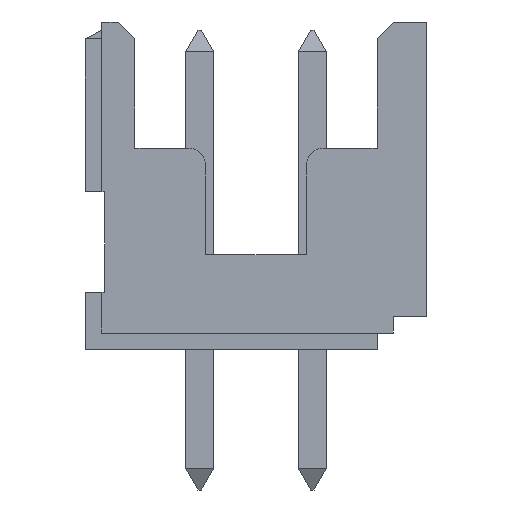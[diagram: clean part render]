
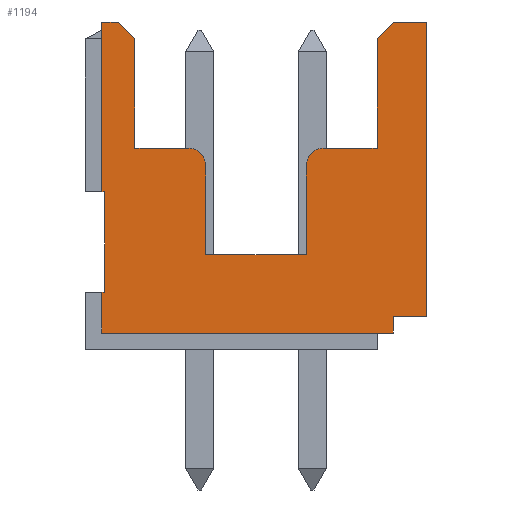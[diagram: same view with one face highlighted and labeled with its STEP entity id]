
A CAD part, left-side view. The second image highlights one B-rep face of the part: STEP entity #1194.
In plain terms, the highlighted planar face has unit normal (-1, 0, 0).
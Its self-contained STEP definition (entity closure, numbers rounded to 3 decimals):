
#607 = VERTEX_POINT('',#608);
#608 = CARTESIAN_POINT('',(-7.,2.75,2.825));
#614 = EDGE_CURVE('',#615,#607,#617,.T.);
#615 = VERTEX_POINT('',#616);
#616 = CARTESIAN_POINT('',(-7.,2.7,2.825));
#617 = LINE('',#618,#619);
#618 = CARTESIAN_POINT('',(-7.,2.7,2.825));
#619 = VECTOR('',#620,1.);
#620 = DIRECTION('',(0.,1.,0.));
#884 = VERTEX_POINT('',#885);
#885 = CARTESIAN_POINT('',(-7.,2.16,5.55));
#891 = EDGE_CURVE('',#892,#884,#894,.T.);
#892 = VERTEX_POINT('',#893);
#893 = CARTESIAN_POINT('',(-7.,2.46,5.85));
#894 = LINE('',#895,#896);
#895 = CARTESIAN_POINT('',(-7.,2.46,5.85));
#896 = VECTOR('',#897,1.);
#897 = DIRECTION('',(0.,-0.707,
    -0.707));
#924 = VERTEX_POINT('',#925);
#925 = CARTESIAN_POINT('',(-7.,2.16,3.6));
#931 = EDGE_CURVE('',#884,#924,#932,.T.);
#932 = LINE('',#933,#934);
#933 = CARTESIAN_POINT('',(-7.,2.16,5.55));
#934 = VECTOR('',#935,1.);
#935 = DIRECTION('',(0.,0.,-1.));
#1149 = EDGE_CURVE('',#1150,#1152,#1154,.T.);
#1150 = VERTEX_POINT('',#1151);
#1151 = CARTESIAN_POINT('',(-7.,1.2,3.6));
#1152 = VERTEX_POINT('',#1153);
#1153 = CARTESIAN_POINT('',(-7.,0.9,3.3));
#1154 = CIRCLE('',#1155,0.3);
#1155 = AXIS2_PLACEMENT_3D('',#1156,#1157,#1158);
#1156 = CARTESIAN_POINT('',(-7.,1.2,3.3));
#1157 = DIRECTION('',(1.,0.,0.));
#1158 = DIRECTION('',(0.,0.,1.));
#1182 = EDGE_CURVE('',#924,#1150,#1183,.T.);
#1183 = LINE('',#1184,#1185);
#1184 = CARTESIAN_POINT('',(-7.,2.16,3.6));
#1185 = VECTOR('',#1186,1.);
#1186 = DIRECTION('',(0.,-1.,0.));
#1194 = ADVANCED_FACE('',(#1195),#1335,.T.);
#1195 = FACE_BOUND('',#1196,.F.);
#1196 = EDGE_LOOP('',(#1197,#1205,#1211,#1212,#1213,#1214,#1215,#1223,
    #1231,#1239,#1248,#1256,#1264,#1272,#1280,#1288,#1296,#1304,#1312,
    #1320,#1328,#1334));
#1197 = ORIENTED_EDGE('',*,*,#1198,.T.);
#1198 = EDGE_CURVE('',#607,#1199,#1201,.T.);
#1199 = VERTEX_POINT('',#1200);
#1200 = CARTESIAN_POINT('',(-7.,2.75,5.85));
#1201 = LINE('',#1202,#1203);
#1202 = CARTESIAN_POINT('',(-7.,2.75,2.825));
#1203 = VECTOR('',#1204,1.);
#1204 = DIRECTION('',(0.,0.,1.));
#1205 = ORIENTED_EDGE('',*,*,#1206,.T.);
#1206 = EDGE_CURVE('',#1199,#892,#1207,.T.);
#1207 = LINE('',#1208,#1209);
#1208 = CARTESIAN_POINT('',(-7.,2.75,5.85));
#1209 = VECTOR('',#1210,1.);
#1210 = DIRECTION('',(0.,-1.,0.));
#1211 = ORIENTED_EDGE('',*,*,#891,.T.);
#1212 = ORIENTED_EDGE('',*,*,#931,.T.);
#1213 = ORIENTED_EDGE('',*,*,#1182,.T.);
#1214 = ORIENTED_EDGE('',*,*,#1149,.T.);
#1215 = ORIENTED_EDGE('',*,*,#1216,.T.);
#1216 = EDGE_CURVE('',#1152,#1217,#1219,.T.);
#1217 = VERTEX_POINT('',#1218);
#1218 = CARTESIAN_POINT('',(-7.,0.9,1.7));
#1219 = LINE('',#1220,#1221);
#1220 = CARTESIAN_POINT('',(-7.,0.9,3.3));
#1221 = VECTOR('',#1222,1.);
#1222 = DIRECTION('',(0.,0.,-1.));
#1223 = ORIENTED_EDGE('',*,*,#1224,.T.);
#1224 = EDGE_CURVE('',#1217,#1225,#1227,.T.);
#1225 = VERTEX_POINT('',#1226);
#1226 = CARTESIAN_POINT('',(-7.,-0.9,1.7));
#1227 = LINE('',#1228,#1229);
#1228 = CARTESIAN_POINT('',(-7.,0.9,1.7));
#1229 = VECTOR('',#1230,1.);
#1230 = DIRECTION('',(0.,-1.,0.));
#1231 = ORIENTED_EDGE('',*,*,#1232,.T.);
#1232 = EDGE_CURVE('',#1225,#1233,#1235,.T.);
#1233 = VERTEX_POINT('',#1234);
#1234 = CARTESIAN_POINT('',(-7.,-0.9,3.3));
#1235 = LINE('',#1236,#1237);
#1236 = CARTESIAN_POINT('',(-7.,-0.9,1.7));
#1237 = VECTOR('',#1238,1.);
#1238 = DIRECTION('',(0.,0.,1.));
#1239 = ORIENTED_EDGE('',*,*,#1240,.T.);
#1240 = EDGE_CURVE('',#1233,#1241,#1243,.T.);
#1241 = VERTEX_POINT('',#1242);
#1242 = CARTESIAN_POINT('',(-7.,-1.2,3.6));
#1243 = CIRCLE('',#1244,0.3);
#1244 = AXIS2_PLACEMENT_3D('',#1245,#1246,#1247);
#1245 = CARTESIAN_POINT('',(-7.,-1.2,3.3));
#1246 = DIRECTION('',(1.,0.,0.));
#1247 = DIRECTION('',(0.,1.,0.));
#1248 = ORIENTED_EDGE('',*,*,#1249,.T.);
#1249 = EDGE_CURVE('',#1241,#1250,#1252,.T.);
#1250 = VERTEX_POINT('',#1251);
#1251 = CARTESIAN_POINT('',(-7.,-2.16,3.6));
#1252 = LINE('',#1253,#1254);
#1253 = CARTESIAN_POINT('',(-7.,-1.2,3.6));
#1254 = VECTOR('',#1255,1.);
#1255 = DIRECTION('',(0.,-1.,0.));
#1256 = ORIENTED_EDGE('',*,*,#1257,.T.);
#1257 = EDGE_CURVE('',#1250,#1258,#1260,.T.);
#1258 = VERTEX_POINT('',#1259);
#1259 = CARTESIAN_POINT('',(-7.,-2.16,5.55));
#1260 = LINE('',#1261,#1262);
#1261 = CARTESIAN_POINT('',(-7.,-2.16,3.6));
#1262 = VECTOR('',#1263,1.);
#1263 = DIRECTION('',(0.,0.,1.));
#1264 = ORIENTED_EDGE('',*,*,#1265,.T.);
#1265 = EDGE_CURVE('',#1258,#1266,#1268,.T.);
#1266 = VERTEX_POINT('',#1267);
#1267 = CARTESIAN_POINT('',(-7.,-2.46,5.85));
#1268 = LINE('',#1269,#1270);
#1269 = CARTESIAN_POINT('',(-7.,-2.16,5.55));
#1270 = VECTOR('',#1271,1.);
#1271 = DIRECTION('',(0.,-0.707,
    0.707));
#1272 = ORIENTED_EDGE('',*,*,#1273,.T.);
#1273 = EDGE_CURVE('',#1266,#1274,#1276,.T.);
#1274 = VERTEX_POINT('',#1275);
#1275 = CARTESIAN_POINT('',(-7.,-3.05,5.85));
#1276 = LINE('',#1277,#1278);
#1277 = CARTESIAN_POINT('',(-7.,-2.46,5.85));
#1278 = VECTOR('',#1279,1.);
#1279 = DIRECTION('',(0.,-1.,0.));
#1280 = ORIENTED_EDGE('',*,*,#1281,.T.);
#1281 = EDGE_CURVE('',#1274,#1282,#1284,.T.);
#1282 = VERTEX_POINT('',#1283);
#1283 = CARTESIAN_POINT('',(-7.,-3.05,0.6));
#1284 = LINE('',#1285,#1286);
#1285 = CARTESIAN_POINT('',(-7.,-3.05,5.85));
#1286 = VECTOR('',#1287,1.);
#1287 = DIRECTION('',(0.,0.,-1.));
#1288 = ORIENTED_EDGE('',*,*,#1289,.T.);
#1289 = EDGE_CURVE('',#1282,#1290,#1292,.T.);
#1290 = VERTEX_POINT('',#1291);
#1291 = CARTESIAN_POINT('',(-7.,-2.45,0.6));
#1292 = LINE('',#1293,#1294);
#1293 = CARTESIAN_POINT('',(-7.,-3.05,0.6));
#1294 = VECTOR('',#1295,1.);
#1295 = DIRECTION('',(0.,1.,0.));
#1296 = ORIENTED_EDGE('',*,*,#1297,.T.);
#1297 = EDGE_CURVE('',#1290,#1298,#1300,.T.);
#1298 = VERTEX_POINT('',#1299);
#1299 = CARTESIAN_POINT('',(-7.,-2.45,0.3));
#1300 = LINE('',#1301,#1302);
#1301 = CARTESIAN_POINT('',(-7.,-2.45,0.6));
#1302 = VECTOR('',#1303,1.);
#1303 = DIRECTION('',(0.,0.,-1.));
#1304 = ORIENTED_EDGE('',*,*,#1305,.T.);
#1305 = EDGE_CURVE('',#1298,#1306,#1308,.T.);
#1306 = VERTEX_POINT('',#1307);
#1307 = CARTESIAN_POINT('',(-7.,2.75,0.3));
#1308 = LINE('',#1309,#1310);
#1309 = CARTESIAN_POINT('',(-7.,-2.45,0.3));
#1310 = VECTOR('',#1311,1.);
#1311 = DIRECTION('',(0.,1.,0.));
#1312 = ORIENTED_EDGE('',*,*,#1313,.T.);
#1313 = EDGE_CURVE('',#1306,#1314,#1316,.T.);
#1314 = VERTEX_POINT('',#1315);
#1315 = CARTESIAN_POINT('',(-7.,2.75,1.025));
#1316 = LINE('',#1317,#1318);
#1317 = CARTESIAN_POINT('',(-7.,2.75,0.3));
#1318 = VECTOR('',#1319,1.);
#1319 = DIRECTION('',(0.,0.,1.));
#1320 = ORIENTED_EDGE('',*,*,#1321,.T.);
#1321 = EDGE_CURVE('',#1314,#1322,#1324,.T.);
#1322 = VERTEX_POINT('',#1323);
#1323 = CARTESIAN_POINT('',(-7.,2.7,1.025));
#1324 = LINE('',#1325,#1326);
#1325 = CARTESIAN_POINT('',(-7.,2.75,1.025));
#1326 = VECTOR('',#1327,1.);
#1327 = DIRECTION('',(0.,-1.,0.));
#1328 = ORIENTED_EDGE('',*,*,#1329,.F.);
#1329 = EDGE_CURVE('',#615,#1322,#1330,.T.);
#1330 = LINE('',#1331,#1332);
#1331 = CARTESIAN_POINT('',(-7.,2.7,2.825));
#1332 = VECTOR('',#1333,1.);
#1333 = DIRECTION('',(0.,0.,-1.));
#1334 = ORIENTED_EDGE('',*,*,#614,.T.);
#1335 = PLANE('',#1336);
#1336 = AXIS2_PLACEMENT_3D('',#1337,#1338,#1339);
#1337 = CARTESIAN_POINT('',(-7.,-0.15,3.075));
#1338 = DIRECTION('',(-1.,0.,0.));
#1339 = DIRECTION('',(0.,-1.,0.));
